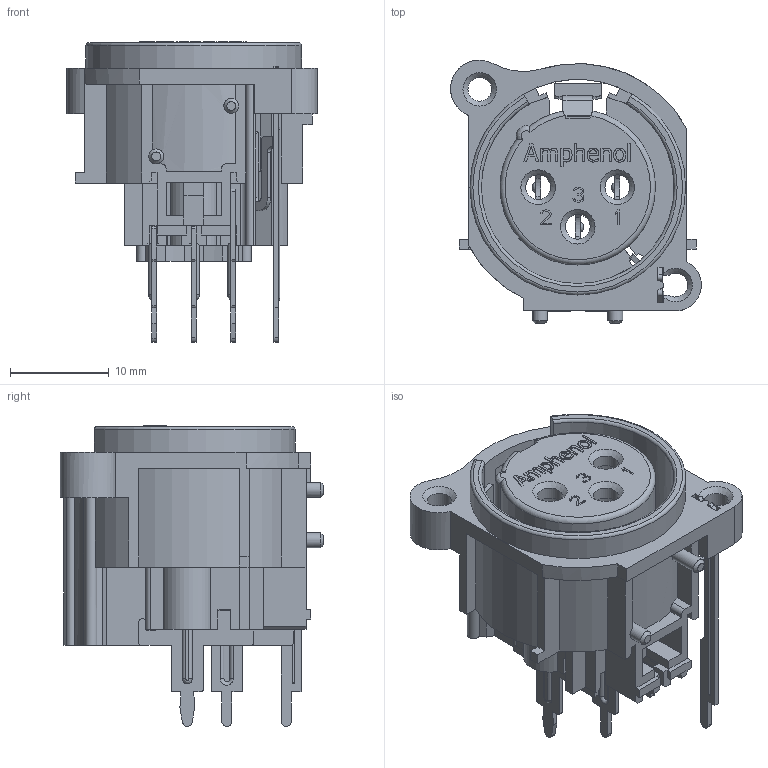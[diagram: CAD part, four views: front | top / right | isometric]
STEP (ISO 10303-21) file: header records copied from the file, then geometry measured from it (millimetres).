
FILE_DESCRIPTION((''),'2;1');
FILE_NAME('AC3FAVL2-AU-PRE.stp','2016-05-18T11:19:39',('minh'),(''),'Autodesk Inventor 2012','Autodesk Inventor 2012','');
FILE_SCHEMA(('AUTOMOTIVE_DESIGN { 1 0 10303 214 1 1 1 1 }'));
Length unit declared in the file: inch
Products named in the file (1): AC3FAVL2-AU-PRE_Shrinkwrap_1
Bounding box: 25.35 x 26.65 x 30.4 mm (x, y, z)
Surface area: 6896.1 mm2 (no closed solid volume)
Topology: 0 solids, 21 shells, 465 faces, 2064 edges, 1578 vertices
Faces by surface type: plane 326, cylinder 111, bspline 10, torus 9, cone 7, sphere 2
Full cylindrical faces by diameter (mm): 1.5 x2, 2.4 x1, 2.5 x3
Entity records: 22306 total; most frequent: CARTESIAN_POINT 5224, ORIENTED_EDGE 3222, DIRECTION 3214, EDGE_CURVE 2051, VERTEX_POINT 1577, VECTOR 1560, LINE 1560, AXIS2_PLACEMENT_3D 827
